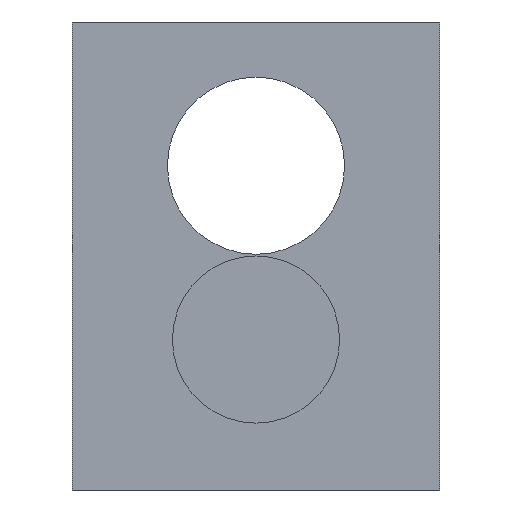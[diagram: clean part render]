
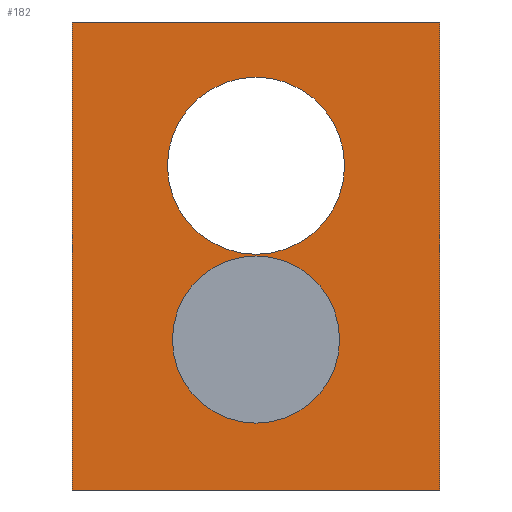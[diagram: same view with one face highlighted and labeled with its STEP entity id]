
A CAD part, left-side view. The second image highlights one B-rep face of the part: STEP entity #182.
In plain terms, the highlighted planar face has unit normal (-1, 0, 0).
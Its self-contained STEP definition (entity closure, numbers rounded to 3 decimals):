
#24=FACE_BOUND('',#53,.T.);
#25=FACE_BOUND('',#54,.T.);
#28=PLANE('',#214);
#39=FACE_OUTER_BOUND('',#52,.T.);
#52=EDGE_LOOP('',(#147,#148,#149,#150));
#53=EDGE_LOOP('',(#151));
#54=EDGE_LOOP('',(#152));
#68=LINE('',#309,#83);
#69=LINE('',#311,#84);
#70=LINE('',#313,#85);
#71=LINE('',#314,#86);
#83=VECTOR('',#253,10.);
#84=VECTOR('',#254,10.);
#85=VECTOR('',#255,10.);
#86=VECTOR('',#256,10.);
#92=CIRCLE('',#207,2.65);
#95=CIRCLE('',#211,2.5);
#98=VERTEX_POINT('',#285);
#101=VERTEX_POINT('',#293);
#106=VERTEX_POINT('',#307);
#107=VERTEX_POINT('',#308);
#108=VERTEX_POINT('',#310);
#109=VERTEX_POINT('',#312);
#112=EDGE_CURVE('',#98,#98,#92,.T.);
#117=EDGE_CURVE('',#101,#101,#95,.T.);
#122=EDGE_CURVE('',#106,#107,#68,.T.);
#123=EDGE_CURVE('',#107,#108,#69,.T.);
#124=EDGE_CURVE('',#108,#109,#70,.T.);
#125=EDGE_CURVE('',#109,#106,#71,.T.);
#147=ORIENTED_EDGE('',*,*,#122,.T.);
#148=ORIENTED_EDGE('',*,*,#123,.T.);
#149=ORIENTED_EDGE('',*,*,#124,.T.);
#150=ORIENTED_EDGE('',*,*,#125,.T.);
#151=ORIENTED_EDGE('',*,*,#112,.T.);
#152=ORIENTED_EDGE('',*,*,#117,.T.);
#182=ADVANCED_FACE('',(#39,#24,#25),#28,.F.);
#207=AXIS2_PLACEMENT_3D('',#286,#231,#232);
#211=AXIS2_PLACEMENT_3D('',#295,#241,#242);
#214=AXIS2_PLACEMENT_3D('',#306,#251,#252);
#231=DIRECTION('center_axis',(1.,0.,0.));
#232=DIRECTION('ref_axis',(0.,1.,0.));
#241=DIRECTION('center_axis',(1.,0.,0.));
#242=DIRECTION('ref_axis',(0.,0.,-1.));
#251=DIRECTION('center_axis',(1.,0.,0.));
#252=DIRECTION('ref_axis',(0.,0.,1.));
#253=DIRECTION('',(0.,1.,0.));
#254=DIRECTION('',(0.,0.,-1.));
#255=DIRECTION('',(0.,-1.,0.));
#256=DIRECTION('',(0.,0.,1.));
#285=CARTESIAN_POINT('',(0.,2.85,9.7));
#286=CARTESIAN_POINT('Origin',(0.,5.5,9.7));
#293=CARTESIAN_POINT('',(0.,3.,4.5));
#295=CARTESIAN_POINT('Origin',(0.,5.5,4.5));
#306=CARTESIAN_POINT('Origin',(0.,5.5,7.));
#307=CARTESIAN_POINT('',(0.,0.,14.));
#308=CARTESIAN_POINT('',(0.,11.,14.));
#309=CARTESIAN_POINT('',(0.,5.5,14.));
#310=CARTESIAN_POINT('',(0.,11.,0.));
#311=CARTESIAN_POINT('',(0.,11.,7.));
#312=CARTESIAN_POINT('',(0.,0.,0.));
#313=CARTESIAN_POINT('',(0.,5.5,0.));
#314=CARTESIAN_POINT('',(0.,0.,7.));
